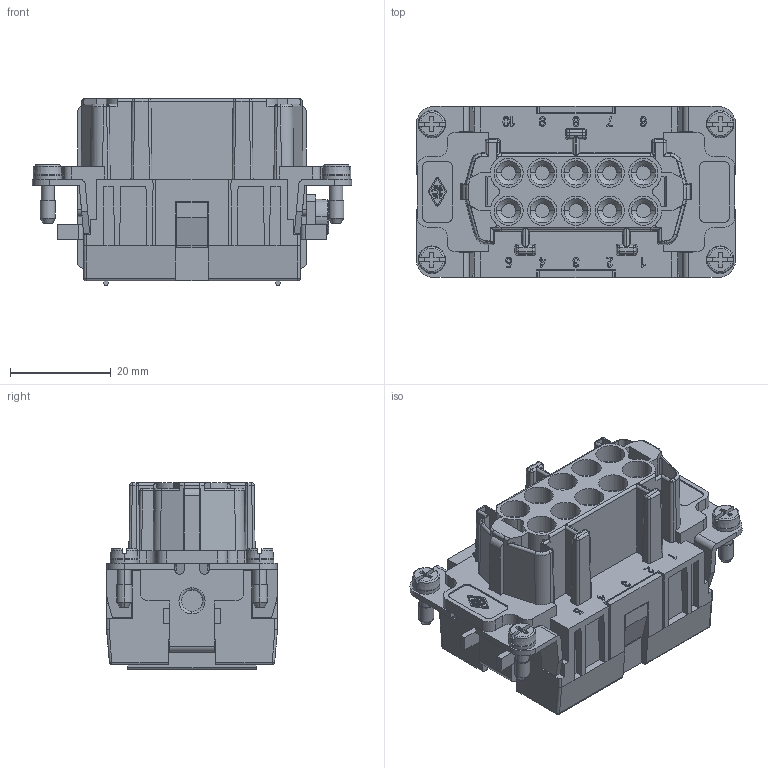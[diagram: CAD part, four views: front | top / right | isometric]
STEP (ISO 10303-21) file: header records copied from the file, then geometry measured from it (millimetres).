
FILE_DESCRIPTION(('Creo Elements/Direct Modeling STEP Export'),'2;1');
FILE_NAME('JSEF 10.stp','2014-08-05T10:46:49',(''),(''),'Creo Elements/Direct Modeling STEP processor for AP214 (Solid Model)','Creo Elements/Direct Modeling 18.0B 02-Dec-2011 (C) Parametric Technology GmbH','');
FILE_SCHEMA(('AUTOMOTIVE_DESIGN { 1 0 10303 214 1 1 1 1 }'));
Products named in the file (4): CSEF_10; JSEF_10.stp
Assembly tree (3 placements, depth 4):
  JSEF_10.stp
    JSEF_10.stp
      CSEF_10
        CSEF_10
Bounding box: 63.5 x 34 x 37.1 mm (x, y, z)
Volume: 36795.3 mm3; surface area: 19114.7 mm2
Topology: 1 solids, 5 shells, 2193 faces, 6106 edges, 3996 vertices
Faces by surface type: plane 1772, cylinder 323, cone 56, sphere 20, torus 12, bspline 10
Entity records: 82795 total; most frequent: CARTESIAN_POINT 18852, ORIENTED_EDGE 12172, DIRECTION 10473, EDGE_CURVE 6086, VECTOR 5159, LINE 5159, VERTEX_POINT 3996, AXIS2_PLACEMENT_3D 2657
